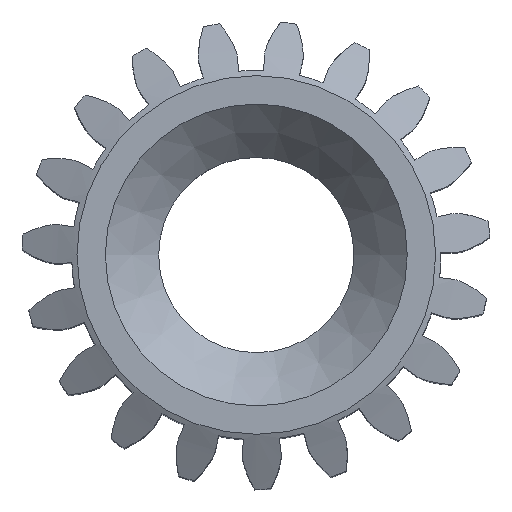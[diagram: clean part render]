
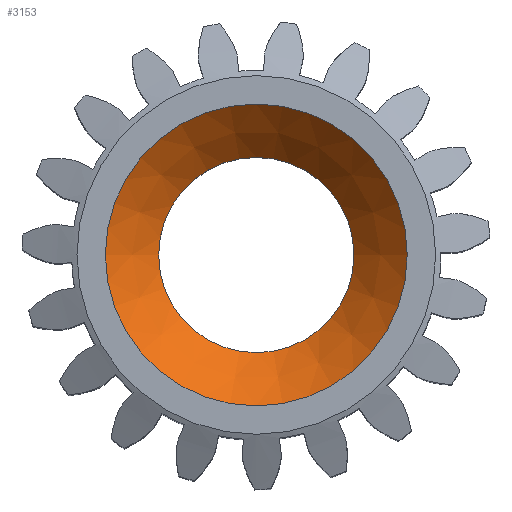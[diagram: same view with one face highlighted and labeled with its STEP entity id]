
A CAD part, top view. The second image highlights one B-rep face of the part: STEP entity #3153.
In plain terms, the highlighted conical face has half-angle 45 degrees and reference radius 3.5 mm.
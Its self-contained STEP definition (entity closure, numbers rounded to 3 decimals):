
#20=CONICAL_SURFACE('',#3391,3.5,0.785);
#184=CIRCLE('',#3388,2.75);
#185=CIRCLE('',#3390,4.25);
#306=FACE_OUTER_BOUND('',#469,.T.);
#469=EDGE_LOOP('',(#2678,#2679,#2680,#2681));
#735=LINE('',#6839,#1006);
#1006=VECTOR('',#3931,3.5);
#1529=VERTEX_POINT('',#6832);
#1530=VERTEX_POINT('',#6836);
#1941=EDGE_CURVE('',#1529,#1529,#184,.T.);
#1943=EDGE_CURVE('',#1530,#1530,#185,.T.);
#1944=EDGE_CURVE('',#1529,#1530,#735,.T.);
#2678=ORIENTED_EDGE('',*,*,#1941,.T.);
#2679=ORIENTED_EDGE('',*,*,#1944,.T.);
#2680=ORIENTED_EDGE('',*,*,#1943,.T.);
#2681=ORIENTED_EDGE('',*,*,#1944,.F.);
#3153=ADVANCED_FACE('',(#306),#20,.F.);
#3388=AXIS2_PLACEMENT_3D('',#6833,#3922,#3923);
#3390=AXIS2_PLACEMENT_3D('',#6837,#3927,#3928);
#3391=AXIS2_PLACEMENT_3D('',#6838,#3929,#3930);
#3922=DIRECTION('center_axis',(0.,0.,-1.));
#3923=DIRECTION('ref_axis',(1.,0.,0.));
#3927=DIRECTION('center_axis',(0.,0.,1.));
#3928=DIRECTION('ref_axis',(1.,0.,0.));
#3929=DIRECTION('center_axis',(0.,0.,
1.));
#3930=DIRECTION('ref_axis',(1.,0.,0.));
#3931=DIRECTION('',(-0.707,0.,0.707));
#6832=CARTESIAN_POINT('',(125.922,33.06,14.135));
#6833=CARTESIAN_POINT('Origin',(128.672,33.06,14.135));
#6836=CARTESIAN_POINT('',(124.422,33.06,15.635));
#6837=CARTESIAN_POINT('Origin',(128.672,33.06,15.635));
#6838=CARTESIAN_POINT('Origin',(128.672,33.06,14.885));
#6839=CARTESIAN_POINT('',(125.172,33.06,14.885));
